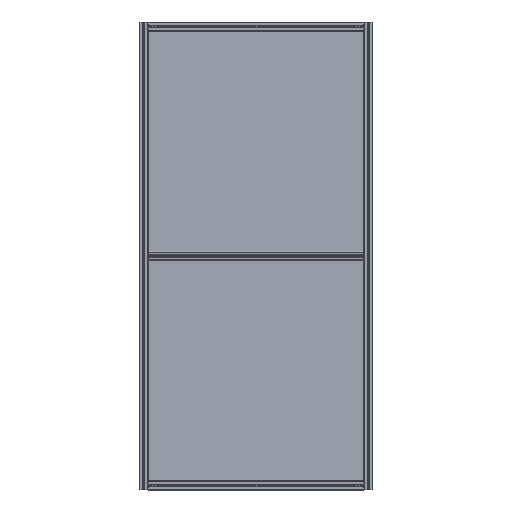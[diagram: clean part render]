
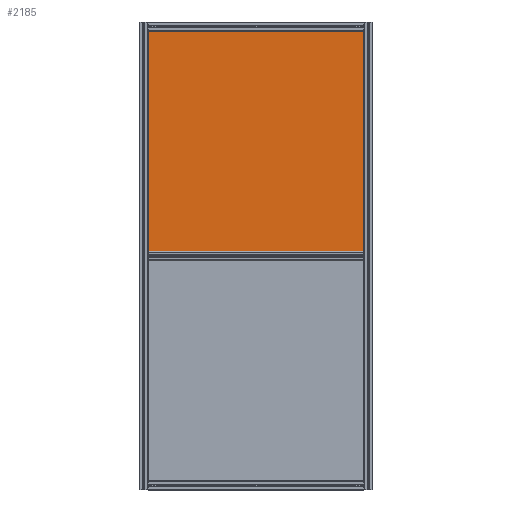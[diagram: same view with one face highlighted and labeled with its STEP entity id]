
A CAD part, front view. The second image highlights one B-rep face of the part: STEP entity #2185.
In plain terms, the highlighted planar face has unit normal (0, -1, 0).
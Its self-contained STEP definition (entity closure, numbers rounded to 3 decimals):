
#2185=ADVANCED_FACE('',(#2742),#2743,.T.);
#2742=FACE_OUTER_BOUND('',#3451,.T.);
#2743=PLANE('',#3452);
#3451=EDGE_LOOP('',(#5219,#5220,#5221,#5222));
#3452=AXIS2_PLACEMENT_3D('',#5223,#5224,#5225);
#5219=ORIENTED_EDGE('',*,*,#7069,.F.);
#5220=ORIENTED_EDGE('',*,*,#7071,.F.);
#5221=ORIENTED_EDGE('',*,*,#7065,.F.);
#5222=ORIENTED_EDGE('',*,*,#7062,.F.);
#5223=CARTESIAN_POINT('',(0.,-2.,490.0));
#5224=DIRECTION('',(0.0,-1.0,0.));
#5225=DIRECTION('',(1.0,0.0,0.0));
#7062=EDGE_CURVE('',#8288,#8290,#8291,.T.);
#7065=EDGE_CURVE('',#8290,#8295,#8296,.T.);
#7069=EDGE_CURVE('',#8301,#8288,#8303,.T.);
#7071=EDGE_CURVE('',#8295,#8301,#8305,.T.);
#8288=VERTEX_POINT('',#11082);
#8290=VERTEX_POINT('',#11085);
#8291=LINE('',#11086,#11087);
#8295=VERTEX_POINT('',#11093);
#8296=LINE('',#11094,#11095);
#8301=VERTEX_POINT('',#11102);
#8303=LINE('',#11105,#11106);
#8305=LINE('',#11109,#11110);
#11082=CARTESIAN_POINT('',(-470.0,-2.0,10.0));
#11085=CARTESIAN_POINT('',(-470.0,-2.,970.0));
#11086=CARTESIAN_POINT('',(-470.0,-2.,490.0));
#11087=VECTOR('',#12827,1.0);
#11093=CARTESIAN_POINT('',(470.0,-2.,970.0));
#11094=CARTESIAN_POINT('',(0.,-2.,970.0));
#11095=VECTOR('',#12830,1.0);
#11102=CARTESIAN_POINT('',(470.0,-2.0,10.0));
#11105=CARTESIAN_POINT('',(0.,-2.0,10.0));
#11106=VECTOR('',#12834,1.0);
#11109=CARTESIAN_POINT('',(470.0,-2.,490.0));
#11110=VECTOR('',#12836,1.0);
#12827=DIRECTION('',(0.0,0.,1.0));
#12830=DIRECTION('',(1.0,0.0,0.0));
#12834=DIRECTION('',(-1.0,0.0,0.0));
#12836=DIRECTION('',(0.0,0.,-1.0));
